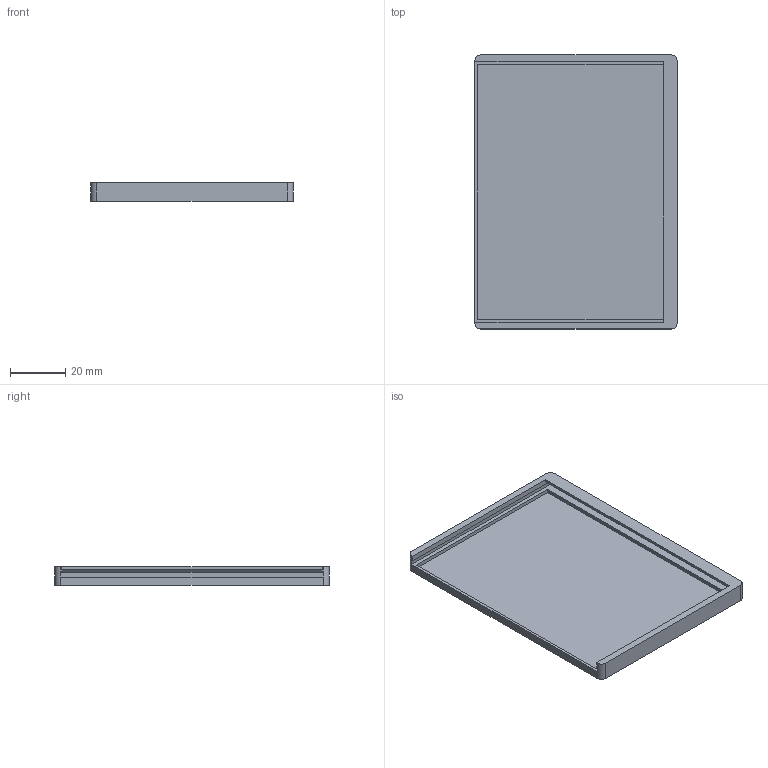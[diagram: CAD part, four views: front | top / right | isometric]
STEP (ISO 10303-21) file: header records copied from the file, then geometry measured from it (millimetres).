
FILE_DESCRIPTION(/* description */ (''),/* implementation_level */ '2;1');
FILE_NAME(/* name */ 'reform_rescue_enclosureish.step',/* time_stamp */ '2022-06-24T20:47:07+10:00',/* author */ (''),/* organization */ (''),/* preprocessor_version */ 'ST-DEVELOPER v19',/* originating_system */ 'Autodesk Translation Framework v11.7.0.108',/* authorisation */ '');
FILE_SCHEMA (('AUTOMOTIVE_DESIGN { 1 0 10303 214 3 1 1 }'));
Length unit declared in the file: millimetre
Products named in the file (1): (Unsaved)
Bounding box: 73 x 99 x 6.8 mm (x, y, z)
Volume: 15518.7 mm3; surface area: 18387.7 mm2
Topology: 1 solids, 1 shells, 26 faces, 65 edges, 42 vertices
Faces by surface type: plane 22, cylinder 4
Entity records: 798 total; most frequent: CARTESIAN_POINT 134, ORIENTED_EDGE 130, DIRECTION 127, EDGE_CURVE 65, LINE 57, VECTOR 57, VERTEX_POINT 42, AXIS2_PLACEMENT_3D 35
